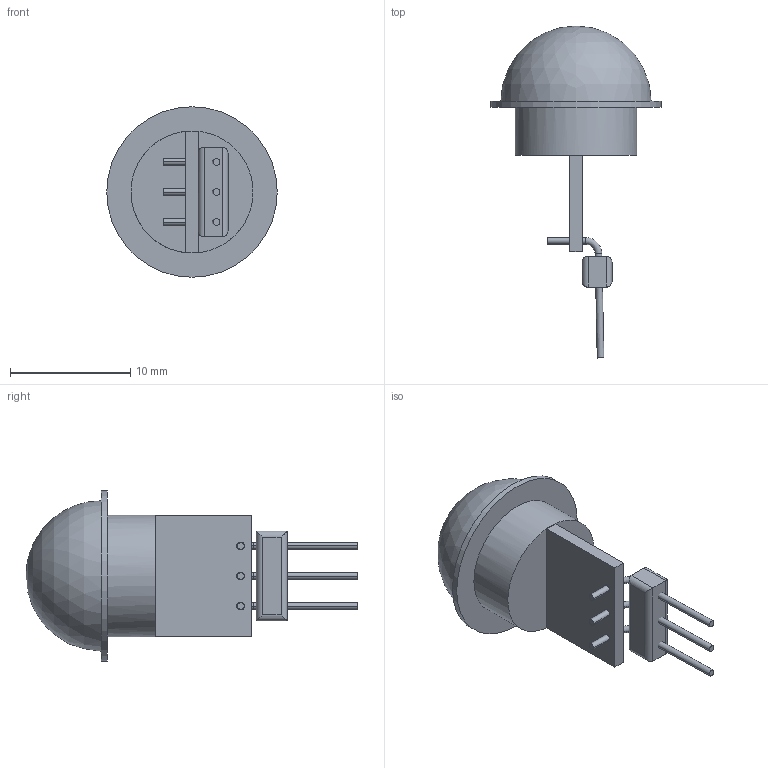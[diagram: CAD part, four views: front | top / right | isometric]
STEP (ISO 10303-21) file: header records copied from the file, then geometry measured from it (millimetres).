
FILE_DESCRIPTION(/* description */ (''),/* implementation_level */ '2;1');
FILE_NAME(/* name */ 'AM312.step',/* time_stamp */ '2025-12-26T19:29:25-05:00',/* author */ (''),/* organization */ (''),/* preprocessor_version */ 'ST-DEVELOPER v20.1',/* originating_system */ 'Autodesk Translation Framework v14.21.0.0',/* authorisation */ '');
FILE_SCHEMA (('AUTOMOTIVE_DESIGN { 1 0 10303 214 3 1 1 }'));
Length unit declared in the file: millimetre
Products named in the file (1): 2025-12-26-16-44-16-952
Bounding box: 14.17 x 27.59 x 14.17 mm (x, y, z)
Volume: 1048.4 mm3; surface area: 920.4 mm2
Topology: 5 solids, 5 shells, 54 faces, 105 edges, 62 vertices
Faces by surface type: cylinder 26, plane 21, torus 6, sphere 1
Full cylindrical faces by diameter (mm): 0.65 x2, 10.14 x1, 14.17 x1
Entity records: 1434 total; most frequent: DIRECTION 268, CARTESIAN_POINT 221, ORIENTED_EDGE 208, AXIS2_PLACEMENT_3D 109, EDGE_CURVE 104, EDGE_LOOP 62, VERTEX_POINT 62, FACE_OUTER_BOUND 54
